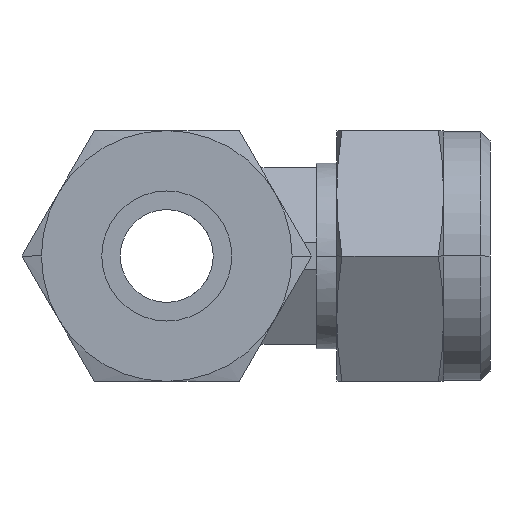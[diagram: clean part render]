
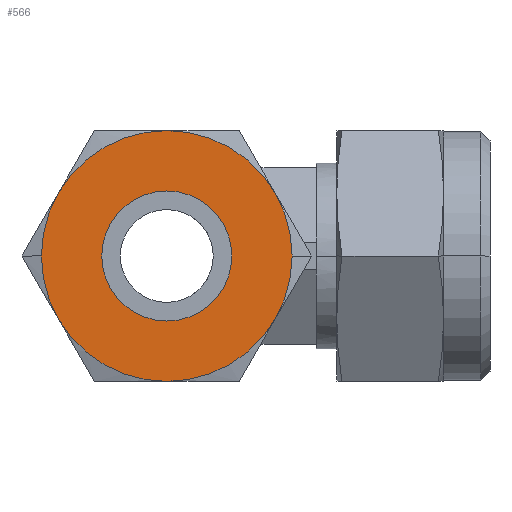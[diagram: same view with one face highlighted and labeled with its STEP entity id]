
A CAD part, left-side view. The second image highlights one B-rep face of the part: STEP entity #566.
In plain terms, the highlighted planar face has unit normal (-1, 0, 0).
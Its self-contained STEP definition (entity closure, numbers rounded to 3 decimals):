
#566 = ADVANCED_FACE( '', ( #1194, #1195 ), #1196, .T. );
#1194 = FACE_OUTER_BOUND( '', #1831, .T. );
#1195 = FACE_BOUND( '', #1832, .T. );
#1196 = PLANE( '', #1833 );
#1831 = EDGE_LOOP( '', ( #4083, #4084, #4085, #4086, #4087, #4088, #4089, #4090 ) );
#1832 = EDGE_LOOP( '', ( #4091, #4092 ) );
#1833 = AXIS2_PLACEMENT_3D( '', #4093, #4094, #4095 );
#4083 = ORIENTED_EDGE( '', *, *, #4822, .F. );
#4084 = ORIENTED_EDGE( '', *, *, #4823, .F. );
#4085 = ORIENTED_EDGE( '', *, *, #4818, .F. );
#4086 = ORIENTED_EDGE( '', *, *, #4819, .F. );
#4087 = ORIENTED_EDGE( '', *, *, #4779, .F. );
#4088 = ORIENTED_EDGE( '', *, *, #4820, .F. );
#4089 = ORIENTED_EDGE( '', *, *, #4821, .F. );
#4090 = ORIENTED_EDGE( '', *, *, #4775, .F. );
#4091 = ORIENTED_EDGE( '', *, *, #4829, .T. );
#4092 = ORIENTED_EDGE( '', *, *, #4759, .T. );
#4093 = CARTESIAN_POINT( '', ( -40., -10.25, 0. ) );
#4094 = DIRECTION( '', ( -1., 0., 0. ) );
#4095 = DIRECTION( '', ( 0., 1., 0. ) );
#4759 = EDGE_CURVE( '', #5824, #5821, #5825, .T. );
#4775 = EDGE_CURVE( '', #5849, #5852, #5853, .T. );
#4779 = EDGE_CURVE( '', #5858, #5856, #5860, .T. );
#4818 = EDGE_CURVE( '', #5876, #5895, #5921, .T. );
#4819 = EDGE_CURVE( '', #5856, #5876, #5922, .T. );
#4820 = EDGE_CURVE( '', #5908, #5858, #5923, .T. );
#4821 = EDGE_CURVE( '', #5852, #5908, #5924, .T. );
#4822 = EDGE_CURVE( '', #5888, #5849, #5925, .T. );
#4823 = EDGE_CURVE( '', #5895, #5888, #5926, .T. );
#4829 = EDGE_CURVE( '', #5821, #5824, #5932, .T. );
#5821 = VERTEX_POINT( '', #7788 );
#5824 = VERTEX_POINT( '', #7792 );
#5825 = CIRCLE( '', #7793, 7. );
#5849 = VERTEX_POINT( '', #7826 );
#5852 = VERTEX_POINT( '', #7830 );
#5853 = CIRCLE( '', #7831, 13.5 );
#5856 = VERTEX_POINT( '', #7843 );
#5858 = VERTEX_POINT( '', #7846 );
#5860 = CIRCLE( '', #7857, 13.5 );
#5876 = VERTEX_POINT( '', #7903 );
#5888 = VERTEX_POINT( '', #7953 );
#5895 = VERTEX_POINT( '', #7997 );
#5908 = VERTEX_POINT( '', #8074 );
#5921 = CIRCLE( '', #8124, 13.5 );
#5922 = CIRCLE( '', #8125, 13.5 );
#5923 = CIRCLE( '', #8126, 13.5 );
#5924 = CIRCLE( '', #8127, 13.5 );
#5925 = CIRCLE( '', #8128, 13.5 );
#5926 = CIRCLE( '', #8129, 13.5 );
#5932 = CIRCLE( '', #8135, 7. );
#7788 = CARTESIAN_POINT( '', ( -40., -7., 0. ) );
#7792 = CARTESIAN_POINT( '', ( -40., 7., 0. ) );
#7793 = AXIS2_PLACEMENT_3D( '', #9122, #9123, #9124 );
#7826 = CARTESIAN_POINT( '', ( -40., -13.5, 0. ) );
#7830 = CARTESIAN_POINT( '', ( -40., -11.691, -6.75 ) );
#7831 = AXIS2_PLACEMENT_3D( '', #9150, #9151, #9152 );
#7843 = CARTESIAN_POINT( '', ( -40., 13.5, 0. ) );
#7846 = CARTESIAN_POINT( '', ( -40., 11.691, -6.75 ) );
#7857 = AXIS2_PLACEMENT_3D( '', #9154, #9155, #9156 );
#7903 = CARTESIAN_POINT( '', ( -40., 11.691, 6.75 ) );
#7953 = CARTESIAN_POINT( '', ( -40., -11.691, 6.75 ) );
#7997 = CARTESIAN_POINT( '', ( -40., 0., 13.5 ) );
#8074 = CARTESIAN_POINT( '', ( -40., 0., -13.5 ) );
#8124 = AXIS2_PLACEMENT_3D( '', #9189, #9190, #9191 );
#8125 = AXIS2_PLACEMENT_3D( '', #9192, #9193, #9194 );
#8126 = AXIS2_PLACEMENT_3D( '', #9195, #9196, #9197 );
#8127 = AXIS2_PLACEMENT_3D( '', #9198, #9199, #9200 );
#8128 = AXIS2_PLACEMENT_3D( '', #9201, #9202, #9203 );
#8129 = AXIS2_PLACEMENT_3D( '', #9204, #9205, #9206 );
#8135 = AXIS2_PLACEMENT_3D( '', #9222, #9223, #9224 );
#9122 = CARTESIAN_POINT( '', ( -40., 0., 0. ) );
#9123 = DIRECTION( '', ( 1., 0., 0. ) );
#9124 = DIRECTION( '', ( 0., -1., 0. ) );
#9150 = CARTESIAN_POINT( '', ( -40., 0., 0. ) );
#9151 = DIRECTION( '', ( 1., 0., 0. ) );
#9152 = DIRECTION( '', ( 0., -1., 0. ) );
#9154 = CARTESIAN_POINT( '', ( -40., 0., 0. ) );
#9155 = DIRECTION( '', ( 1., 0., 0. ) );
#9156 = DIRECTION( '', ( 0., -1., 0. ) );
#9189 = CARTESIAN_POINT( '', ( -40., 0., 0. ) );
#9190 = DIRECTION( '', ( 1., 0., 0. ) );
#9191 = DIRECTION( '', ( 0., -1., 0. ) );
#9192 = CARTESIAN_POINT( '', ( -40., 0., 0. ) );
#9193 = DIRECTION( '', ( 1., 0., 0. ) );
#9194 = DIRECTION( '', ( 0., -1., 0. ) );
#9195 = CARTESIAN_POINT( '', ( -40., 0., 0. ) );
#9196 = DIRECTION( '', ( 1., 0., 0. ) );
#9197 = DIRECTION( '', ( 0., -1., 0. ) );
#9198 = CARTESIAN_POINT( '', ( -40., 0., 0. ) );
#9199 = DIRECTION( '', ( 1., 0., 0. ) );
#9200 = DIRECTION( '', ( 0., -1., 0. ) );
#9201 = CARTESIAN_POINT( '', ( -40., 0., 0. ) );
#9202 = DIRECTION( '', ( 1., 0., 0. ) );
#9203 = DIRECTION( '', ( 0., -1., 0. ) );
#9204 = CARTESIAN_POINT( '', ( -40., 0., 0. ) );
#9205 = DIRECTION( '', ( 1., 0., 0. ) );
#9206 = DIRECTION( '', ( 0., -1., 0. ) );
#9222 = CARTESIAN_POINT( '', ( -40., 0., 0. ) );
#9223 = DIRECTION( '', ( 1., 0., 0. ) );
#9224 = DIRECTION( '', ( 0., -1., 0. ) );
